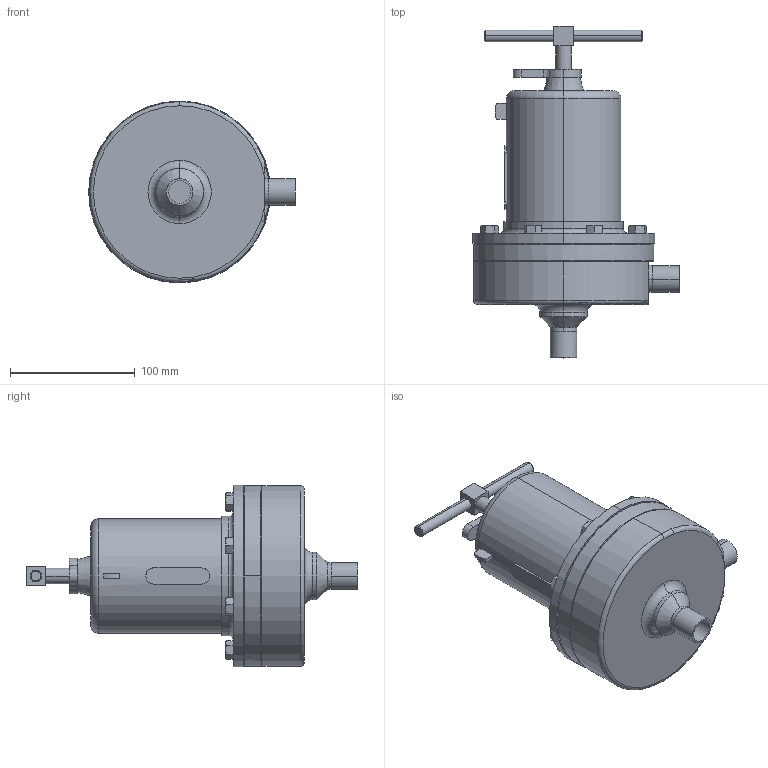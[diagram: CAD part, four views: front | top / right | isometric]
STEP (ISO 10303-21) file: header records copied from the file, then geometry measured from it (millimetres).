
FILE_DESCRIPTION (( 'STEP AP203' ), '1' );
FILE_NAME ('96ST-15.STEP', '2017-06-07T11:26:28', ( '' ), ( '' ), 'SwSTEP 2.0', 'SolidWorks 2014', '' );
FILE_SCHEMA (( 'CONFIG_CONTROL_DESIGN' ));
Length unit declared in the file: inch
Products named in the file (2): 96ST-15
Bounding box: 165.87 x 266.46 x 146.05 mm (x, y, z)
Volume: 1755042.8 mm3; surface area: 131356.2 mm2
Topology: 1 solids, 1 shells, 240 faces, 568 edges, 355 vertices
Faces by surface type: plane 91, cylinder 77, cone 63, torus 9
Entity records: 7643 total; most frequent: CARTESIAN_POINT 1915, DIRECTION 1170, ORIENTED_EDGE 1136, EDGE_CURVE 568, AXIS2_PLACEMENT_3D 470, VERTEX_POINT 355, EDGE_LOOP 297, FACE_OUTER_BOUND 240
